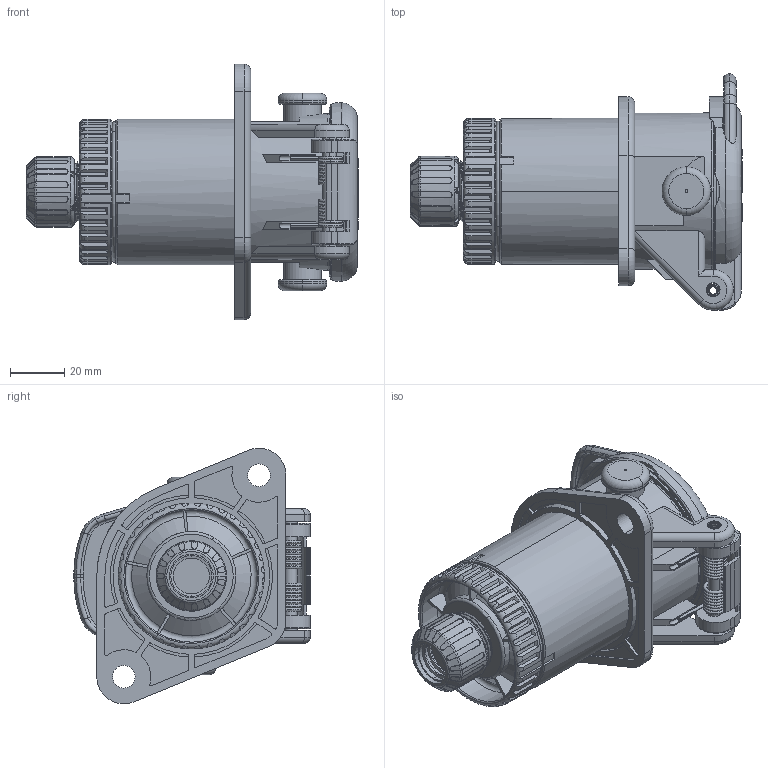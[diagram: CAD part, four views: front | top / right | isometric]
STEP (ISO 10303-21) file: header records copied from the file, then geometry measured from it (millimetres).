
FILE_DESCRIPTION((''),'2;1');
FILE_NAME('141004_SW0001','2015-11-27T',('temk'),(''),'PRO/ENGINEER BY PARAMETRIC TECHNOLOGY CORPORATION, 2012480','PRO/ENGINEER BY PARAMETRIC TECHNOLOGY CORPORATION, 2012480','');
FILE_SCHEMA(('CONFIG_CONTROL_DESIGN'));
Length unit declared in the file: millimetre
Products named in the file (1): 141004_SW0001
Bounding box: 122.9 x 87.52 x 94.56 mm (x, y, z)
Volume: 280041.5 mm3; surface area: 51603.7 mm2
Topology: 13 solids, 13 shells, 1372 faces, 3731 edges, 2411 vertices
Faces by surface type: plane 637, cylinder 384, torus 173, cone 107, extrusion 62, bspline 7, sphere 2
Entity records: 49589 total; most frequent: CARTESIAN_POINT 15034, ORIENTED_EDGE 7462, DIRECTION 6956, EDGE_CURVE 3731, AXIS2_PLACEMENT_3D 2459, VERTEX_POINT 2411, VECTOR 2038, LINE 1976
